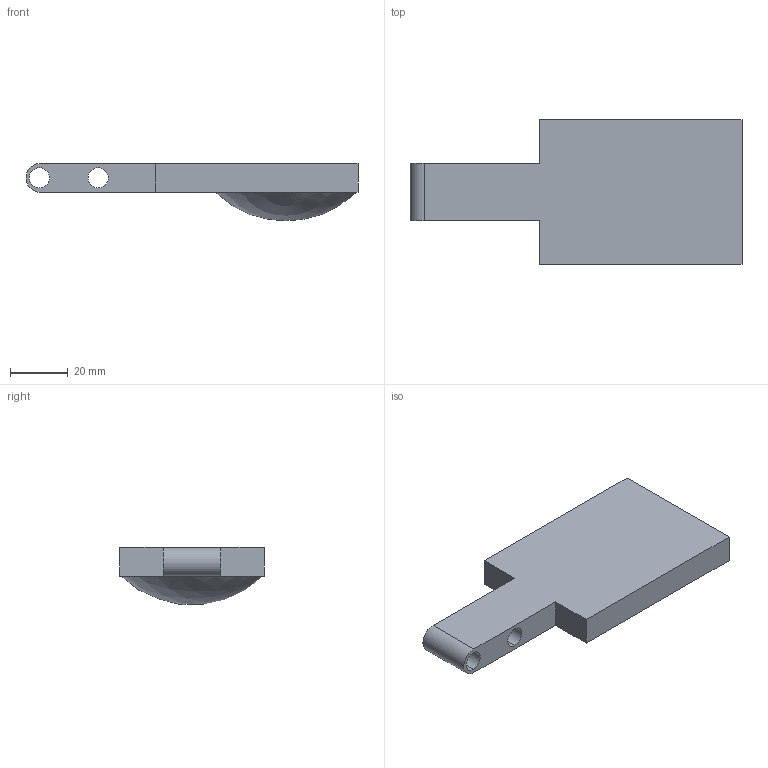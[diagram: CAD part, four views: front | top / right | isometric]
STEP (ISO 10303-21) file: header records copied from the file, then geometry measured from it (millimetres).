
FILE_DESCRIPTION (( 'STEP AP214' ), '1' );
FILE_NAME ('part92.STEP', '2018-05-10T01:55:58', ( '' ), ( '' ), 'SwSTEP 2.0', 'SolidWorks 2017', '' );
FILE_SCHEMA (( 'AUTOMOTIVE_DESIGN' ));
Length unit declared in the file: metre
Products named in the file (1): part92
Bounding box: 115 x 50 x 19.79 mm (x, y, z)
Volume: 52185.7 mm3; surface area: 13031.3 mm2
Topology: 1 solids, 1 shells, 15 faces, 38 edges, 26 vertices
Faces by surface type: plane 9, cylinder 5, sphere 1
Entity records: 502 total; most frequent: DIRECTION 82, CARTESIAN_POINT 80, ORIENTED_EDGE 76, EDGE_CURVE 38, AXIS2_PLACEMENT_3D 28, VECTOR 26, LINE 26, VERTEX_POINT 26
